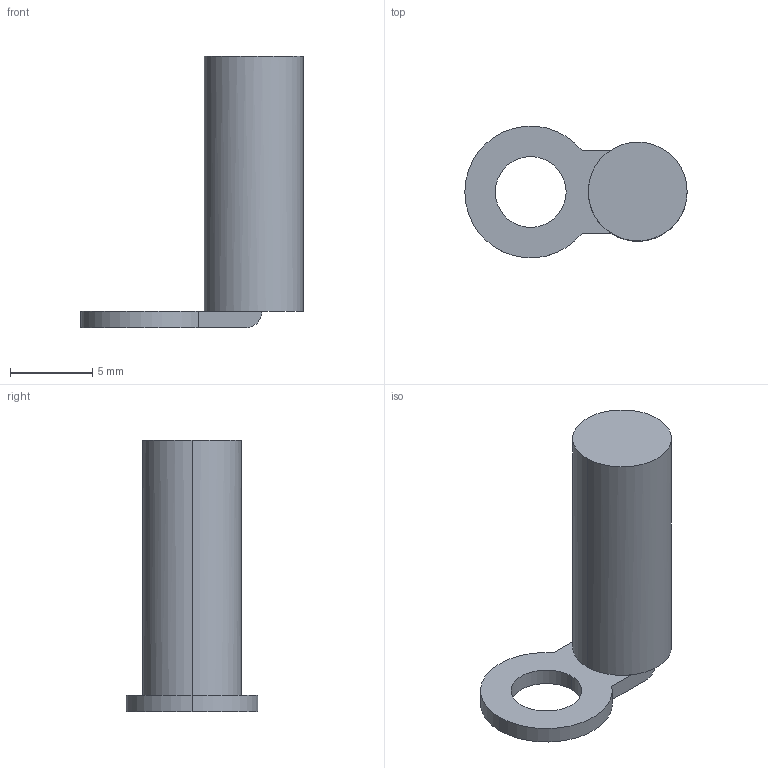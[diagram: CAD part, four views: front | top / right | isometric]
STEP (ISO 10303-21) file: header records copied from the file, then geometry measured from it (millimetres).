
FILE_DESCRIPTION (( 'STEP AP214' ), '1' );
FILE_NAME ('35925~0.STEP', '2019-11-04T10:27:30', ( '' ), ( '' ), 'SwSTEP 2.0', 'SolidWorks 2018', '' );
FILE_SCHEMA (( 'AUTOMOTIVE_DESIGN' ));
Length unit declared in the file: millimetre
Products named in the file (1): 35925~0
Bounding box: 13.5 x 7.98 x 16.5 mm (x, y, z)
Volume: 489.3 mm3; surface area: 465.4 mm2
Topology: 1 solids, 1 shells, 13 faces, 31 edges, 20 vertices
Faces by surface type: cylinder 7, plane 6
Entity records: 467 total; most frequent: DIRECTION 75, CARTESIAN_POINT 65, ORIENTED_EDGE 62, EDGE_CURVE 31, AXIS2_PLACEMENT_3D 30, VERTEX_POINT 20, CIRCLE 16, VECTOR 15
